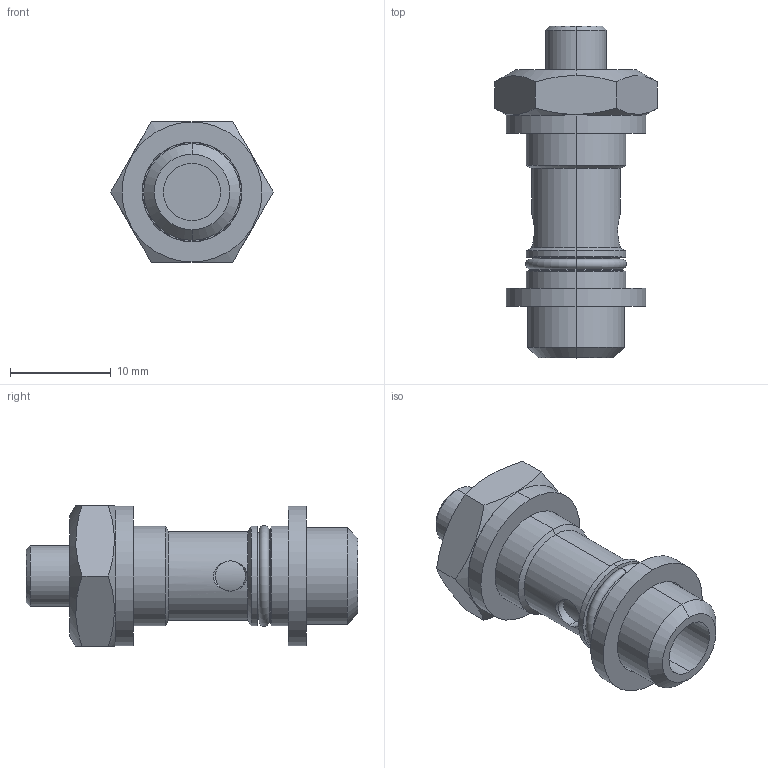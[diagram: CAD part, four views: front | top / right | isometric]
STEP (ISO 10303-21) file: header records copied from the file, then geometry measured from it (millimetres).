
FILE_DESCRIPTION (( 'STEP AP203' ), '1' );
FILE_NAME ('X4050V01.STEP', '2011-10-25T15:34:12', ( 'SP' ), ( 'sopra-pneumatic' ), 'SwSTEP 2.0', 'SolidWorks 2011', '' );
FILE_SCHEMA (( 'CONFIG_CONTROL_DESIGN' ));
Length unit declared in the file: millimetre
Products named in the file (1): X4050V01
Bounding box: 16.17 x 32.98 x 14 mm (x, y, z)
Volume: 2563.6 mm3; surface area: 1974.8 mm2
Topology: 2 solids, 2 shells, 88 faces, 194 edges, 117 vertices
Faces by surface type: cylinder 30, plane 28, cone 24, torus 6
Entity records: 2755 total; most frequent: CARTESIAN_POINT 762, DIRECTION 410, ORIENTED_EDGE 384, EDGE_CURVE 192, AXIS2_PLACEMENT_3D 169, VERTEX_POINT 117, EDGE_LOOP 99, FACE_OUTER_BOUND 88
